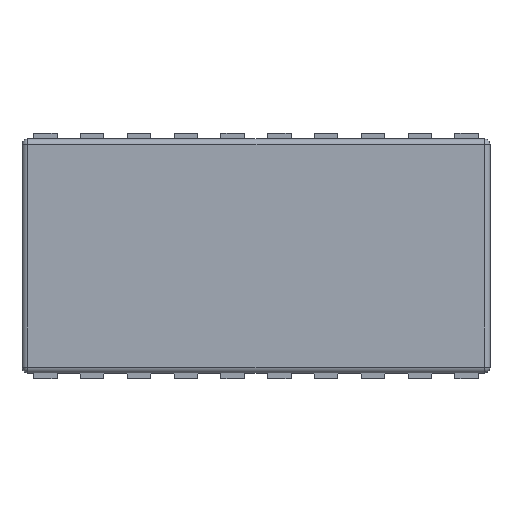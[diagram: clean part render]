
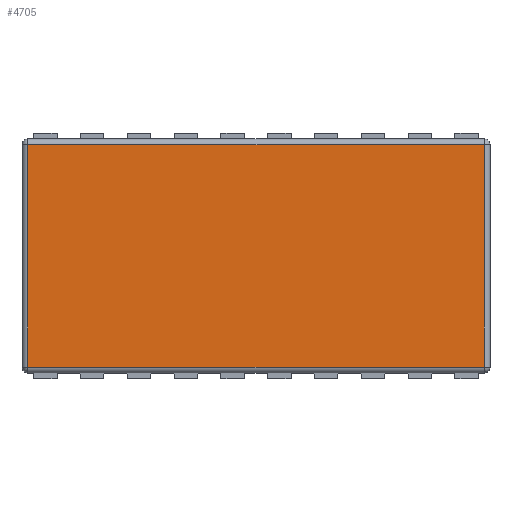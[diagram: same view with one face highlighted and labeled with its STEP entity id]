
A CAD part, top view. The second image highlights one B-rep face of the part: STEP entity #4705.
In plain terms, the highlighted planar face has unit normal (0, 0, 1).
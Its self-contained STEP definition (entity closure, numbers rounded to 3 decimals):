
#4666 = CARTESIAN_POINT ( 'NONE',  ( -1.95, 0.95, 0.55 ) ) ;
#4667 = VERTEX_POINT ( 'NONE', #4666 ) ;
#4668 = CARTESIAN_POINT ( 'NONE',  ( -1.95, -0.95, 0.55 ) ) ;
#4669 = VERTEX_POINT ( 'NONE', #4668 ) ;
#4670 = CARTESIAN_POINT ( 'NONE',  ( -1.95, 0., 0.55 ) ) ;
#4671 = DIRECTION ( 'NONE',  ( 0., -1., 0. ) ) ;
#4672 = VECTOR ( 'NONE', #4671, 1000. ) ;
#4673 = LINE ( 'NONE', #4670, #4672 ) ;
#4674 = EDGE_CURVE ( 'NONE', #4667, #4669, #4673, .T. ) ;
#4675 = ORIENTED_EDGE ( 'NONE', *, *, #4674, .T. ) ;
#4676 = CARTESIAN_POINT ( 'NONE',  ( 1.95, -0.95, 0.55 ) ) ;
#4677 = VERTEX_POINT ( 'NONE', #4676 ) ;
#4678 = CARTESIAN_POINT ( 'NONE',  ( 0., -0.95, 0.55 ) ) ;
#4679 = DIRECTION ( 'NONE',  ( 1., 0., 0. ) ) ;
#4680 = VECTOR ( 'NONE', #4679, 1000. ) ;
#4681 = LINE ( 'NONE', #4678, #4680 ) ;
#4682 = EDGE_CURVE ( 'NONE', #4669, #4677, #4681, .T. ) ;
#4683 = ORIENTED_EDGE ( 'NONE', *, *, #4682, .T. ) ;
#4684 = CARTESIAN_POINT ( 'NONE',  ( 1.95, 0.95, 0.55 ) ) ;
#4685 = VERTEX_POINT ( 'NONE', #4684 ) ;
#4686 = CARTESIAN_POINT ( 'NONE',  ( 1.95, 0., 0.55 ) ) ;
#4687 = DIRECTION ( 'NONE',  ( 0., 1., 0. ) ) ;
#4688 = VECTOR ( 'NONE', #4687, 1000. ) ;
#4689 = LINE ( 'NONE', #4686, #4688 ) ;
#4690 = EDGE_CURVE ( 'NONE', #4677, #4685, #4689, .T. ) ;
#4691 = ORIENTED_EDGE ( 'NONE', *, *, #4690, .T. ) ;
#4692 = CARTESIAN_POINT ( 'NONE',  ( 0., 0.95, 0.55 ) ) ;
#4693 = DIRECTION ( 'NONE',  ( -1., 0., 0. ) ) ;
#4694 = VECTOR ( 'NONE', #4693, 1000. ) ;
#4695 = LINE ( 'NONE', #4692, #4694 ) ;
#4696 = EDGE_CURVE ( 'NONE', #4685, #4667, #4695, .T. ) ;
#4697 = ORIENTED_EDGE ( 'NONE', *, *, #4696, .T. ) ;
#4698 = EDGE_LOOP ( 'NONE', ( #4675, #4683, #4691, #4697 ) ) ;
#4699 = FACE_OUTER_BOUND ( 'NONE', #4698, .T. ) ;
#4700 = CARTESIAN_POINT ( 'NONE',  ( 0., 0., 0.55 ) ) ;
#4701 = DIRECTION ( 'NONE',  ( 0., 0., -1. ) ) ;
#4702 = DIRECTION ( 'NONE',  ( 0., 1., 0. ) ) ;
#4703 = AXIS2_PLACEMENT_3D ( 'NONE', #4700, #4701, #4702 ) ;
#4704 = PLANE ( 'NONE', #4703 ) ;
#4705 = ADVANCED_FACE ( 'NONE', ( #4699 ), #4704, .F. ) ;
